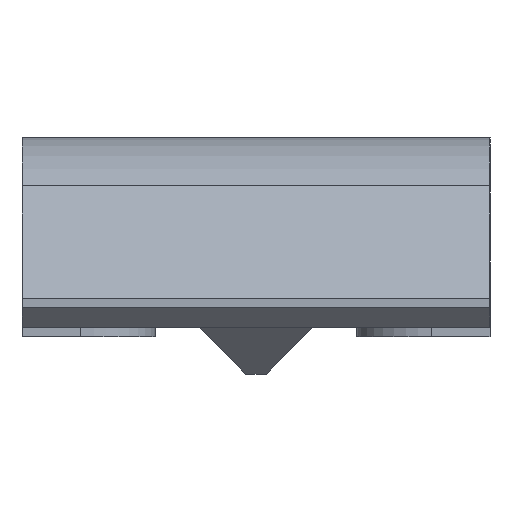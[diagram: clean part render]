
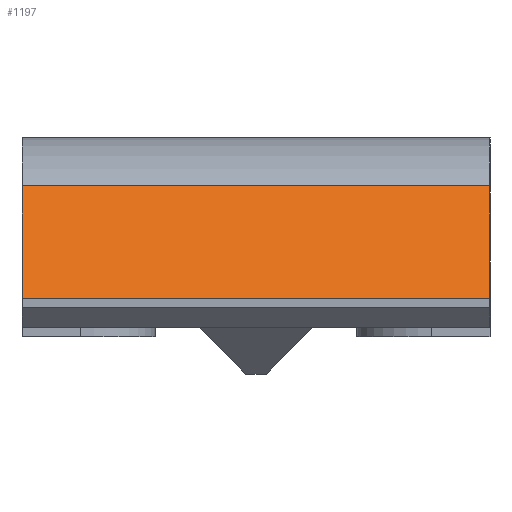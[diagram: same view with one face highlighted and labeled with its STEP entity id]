
A CAD part, left-side view. The second image highlights one B-rep face of the part: STEP entity #1197.
In plain terms, the highlighted planar face has unit normal (-0.707, 0, 0.707).
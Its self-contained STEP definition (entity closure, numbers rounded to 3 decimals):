
#27=PLANE('',#1302);
#88=FACE_OUTER_BOUND('',#158,.T.);
#158=EDGE_LOOP('',(#948,#949,#950,#951));
#274=LINE('',#1816,#422);
#300=LINE('',#1881,#448);
#301=LINE('',#1884,#449);
#313=LINE('',#1906,#461);
#422=VECTOR('',#1429,10.);
#448=VECTOR('',#1485,10.);
#449=VECTOR('',#1488,10.);
#461=VECTOR('',#1504,10.);
#578=VERTEX_POINT('',#1813);
#579=VERTEX_POINT('',#1815);
#603=VERTEX_POINT('',#1879);
#604=VERTEX_POINT('',#1883);
#695=EDGE_CURVE('',#578,#579,#274,.T.);
#729=EDGE_CURVE('',#579,#603,#300,.T.);
#730=EDGE_CURVE('',#603,#604,#301,.T.);
#743=EDGE_CURVE('',#578,#604,#313,.T.);
#948=ORIENTED_EDGE('',*,*,#729,.F.);
#949=ORIENTED_EDGE('',*,*,#695,.F.);
#950=ORIENTED_EDGE('',*,*,#743,.T.);
#951=ORIENTED_EDGE('',*,*,#730,.F.);
#1197=ADVANCED_FACE('',(#88),#27,.F.);
#1302=AXIS2_PLACEMENT_3D('',#1905,#1502,#1503);
#1429=DIRECTION('',(0.707,0.,0.707));
#1485=DIRECTION('',(0.,-1.,0.));
#1488=DIRECTION('',(-0.707,0.,-0.707));
#1502=DIRECTION('center_axis',(0.707,0.,-0.707));
#1503=DIRECTION('ref_axis',(0.707,0.,0.707));
#1504=DIRECTION('',(0.,-1.,0.));
#1813=CARTESIAN_POINT('',(-24.55,10.,1.25));
#1815=CARTESIAN_POINT('',(-19.75,10.,6.05));
#1816=CARTESIAN_POINT('',(-17.409,10.,8.391));
#1879=CARTESIAN_POINT('',(-19.75,-10.,6.05));
#1881=CARTESIAN_POINT('',(-19.75,5.,6.05));
#1883=CARTESIAN_POINT('',(-24.55,-10.,1.25));
#1884=CARTESIAN_POINT('',(-15.809,-10.,9.991));
#1905=CARTESIAN_POINT('Origin',(-24.55,10.,1.25));
#1906=CARTESIAN_POINT('',(-24.55,10.,1.25));
